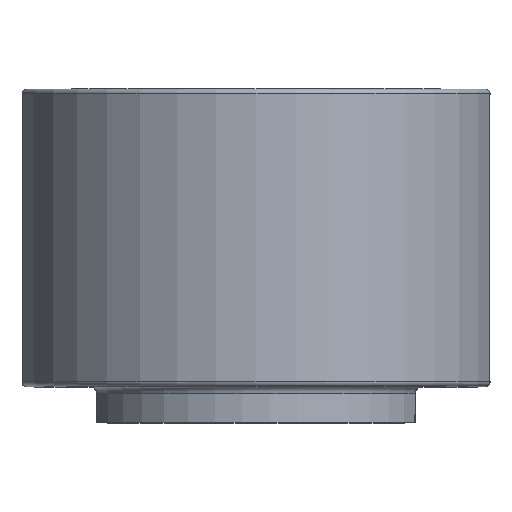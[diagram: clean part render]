
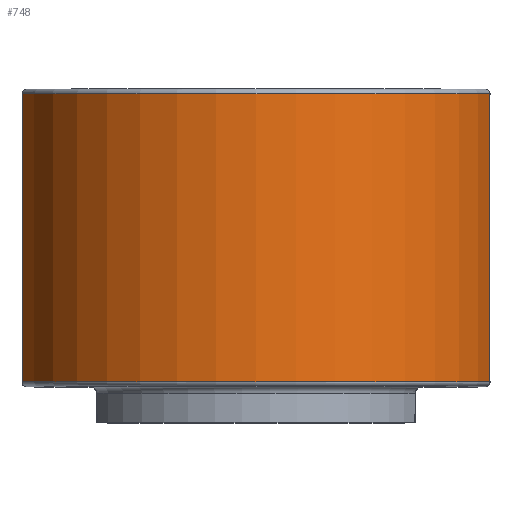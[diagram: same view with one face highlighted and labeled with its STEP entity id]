
A CAD part, top view. The second image highlights one B-rep face of the part: STEP entity #748.
In plain terms, the highlighted cylindrical face has radius 10 mm (diameter 20 mm), a partial arc.
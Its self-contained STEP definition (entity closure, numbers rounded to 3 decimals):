
#17=CYLINDRICAL_SURFACE('',#831,10.);
#82=FACE_OUTER_BOUND('',#130,.T.);
#130=EDGE_LOOP('',(#653,#654,#655,#656));
#187=B_SPLINE_CURVE_WITH_KNOTS('',3,(#2189,#2190,#2191,#2192),
 .UNSPECIFIED.,.F.,.F.,(4,4),(-1.37,-0.17),.UNSPECIFIED.);
#189=B_SPLINE_CURVE_WITH_KNOTS('',3,(#2225,#2226,#2227,#2228),
 .UNSPECIFIED.,.F.,.F.,(4,4),(-1.22,-0.02),.UNSPECIFIED.);
#239=CIRCLE('',#810,10.);
#245=CIRCLE('',#819,10.);
#300=VERTEX_POINT('',#1836);
#307=VERTEX_POINT('',#2017);
#314=VERTEX_POINT('',#2166);
#316=VERTEX_POINT('',#2200);
#405=EDGE_CURVE('',#307,#300,#239,.T.);
#414=EDGE_CURVE('',#300,#314,#187,.T.);
#419=EDGE_CURVE('',#314,#316,#245,.T.);
#420=EDGE_CURVE('',#316,#307,#189,.T.);
#653=ORIENTED_EDGE('',*,*,#405,.F.);
#654=ORIENTED_EDGE('',*,*,#420,.F.);
#655=ORIENTED_EDGE('',*,*,#419,.F.);
#656=ORIENTED_EDGE('',*,*,#414,.F.);
#748=ADVANCED_FACE('',(#82),#17,.T.);
#810=AXIS2_PLACEMENT_3D('',#2025,#925,#926);
#819=AXIS2_PLACEMENT_3D('',#2204,#943,#944);
#831=AXIS2_PLACEMENT_3D('',#2612,#967,#968);
#925=DIRECTION('center_axis',(0.,1.,0.));
#926=DIRECTION('ref_axis',(0.,0.,1.));
#943=DIRECTION('center_axis',(0.,-1.,0.));
#944=DIRECTION('ref_axis',(0.,0.,1.));
#967=DIRECTION('center_axis',(0.,1.,0.));
#968=DIRECTION('ref_axis',(1.,0.,0.));
#1836=CARTESIAN_POINT('',(9.745,13.7,2.245));
#2017=CARTESIAN_POINT('',(-9.745,13.7,2.245));
#2025=CARTESIAN_POINT('Origin',(0.,13.7,0.));
#2166=CARTESIAN_POINT('',(9.745,1.7,2.245));
#2189=CARTESIAN_POINT('Ctrl Pts',(9.745,13.7,2.245));
#2190=CARTESIAN_POINT('Ctrl Pts',(9.745,9.7,2.245));
#2191=CARTESIAN_POINT('Ctrl Pts',(9.745,5.7,2.245));
#2192=CARTESIAN_POINT('Ctrl Pts',(9.745,1.7,2.245));
#2200=CARTESIAN_POINT('',(-9.745,1.7,2.245));
#2204=CARTESIAN_POINT('Origin',(0.,1.7,0.));
#2225=CARTESIAN_POINT('Ctrl Pts',(-9.745,1.7,2.245));
#2226=CARTESIAN_POINT('Ctrl Pts',(-9.745,5.7,2.245));
#2227=CARTESIAN_POINT('Ctrl Pts',(-9.745,9.7,2.245));
#2228=CARTESIAN_POINT('Ctrl Pts',(-9.745,13.7,2.245));
#2612=CARTESIAN_POINT('Origin',(0.,0.,0.));
